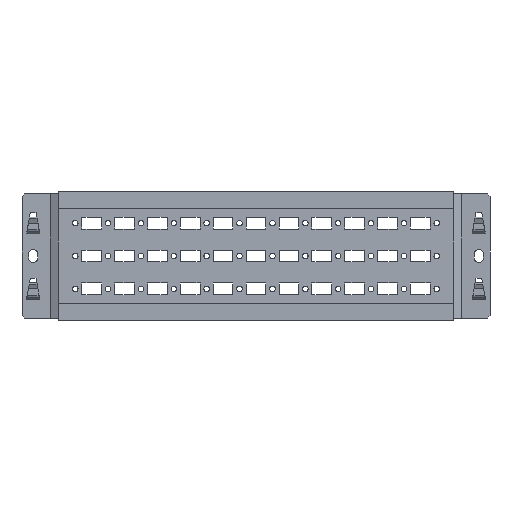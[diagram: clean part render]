
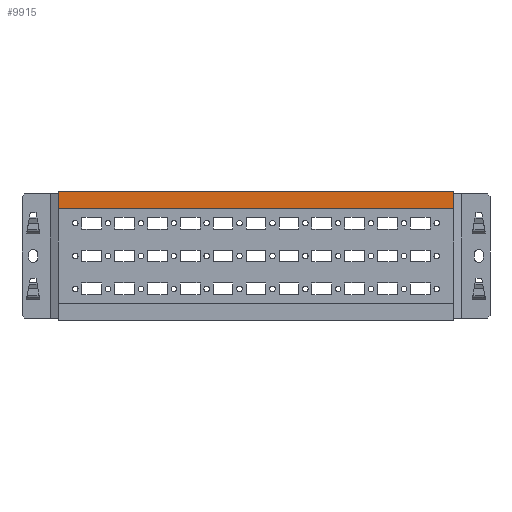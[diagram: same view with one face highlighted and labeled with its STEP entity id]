
A CAD part, top view. The second image highlights one B-rep face of the part: STEP entity #9915.
In plain terms, the highlighted planar face has unit normal (0, 0, 1).
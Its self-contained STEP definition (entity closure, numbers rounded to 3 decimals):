
#312 = PLANE ( 'NONE',  #12651 ) ;
#1785 = CARTESIAN_POINT ( 'NONE',  ( 150., 36.252, 28. ) ) ;
#2621 = CARTESIAN_POINT ( 'NONE',  ( 150., 49.252, 28. ) ) ;
#3274 = DIRECTION ( 'NONE',  ( 0., 0., 1. ) ) ;
#3393 = VECTOR ( 'NONE', #3975, 1000. ) ;
#3604 = VERTEX_POINT ( 'NONE', #11031 ) ;
#3898 = DIRECTION ( 'NONE',  ( 1., 0., 0. ) ) ;
#3900 = LINE ( 'NONE', #1785, #3393 ) ;
#3975 = DIRECTION ( 'NONE',  ( 0., 1., 0. ) ) ;
#4009 = CARTESIAN_POINT ( 'NONE',  ( 0., 49.252, 28. ) ) ;
#4087 = VERTEX_POINT ( 'NONE', #2621 ) ;
#5108 = VERTEX_POINT ( 'NONE', #13004 ) ;
#5154 = LINE ( 'NONE', #10659, #10187 ) ;
#5172 = ORIENTED_EDGE ( 'NONE', *, *, #8263, .T. ) ;
#7095 = VECTOR ( 'NONE', #7895, 1000. ) ;
#7556 = DIRECTION ( 'NONE',  ( 0., -1., 0. ) ) ;
#7895 = DIRECTION ( 'NONE',  ( 0., -1., 0. ) ) ;
#8263 = EDGE_CURVE ( 'NONE', #3604, #4087, #3900, .T. ) ;
#8606 = FACE_OUTER_BOUND ( 'NONE', #9241, .T. ) ;
#9241 = EDGE_LOOP ( 'NONE', ( #5172, #10609, #11865, #12469 ) ) ;
#9915 = ADVANCED_FACE ( 'NONE', ( #8606 ), #312, .T. ) ;
#10073 = EDGE_CURVE ( 'NONE', #11944, #3604, #5154, .T. ) ;
#10187 = VECTOR ( 'NONE', #3898, 1000. ) ;
#10364 = EDGE_CURVE ( 'NONE', #4087, #5108, #11333, .T. ) ;
#10609 = ORIENTED_EDGE ( 'NONE', *, *, #10364, .T. ) ;
#10659 = CARTESIAN_POINT ( 'NONE',  ( -150., 36.252, 28. ) ) ;
#11031 = CARTESIAN_POINT ( 'NONE',  ( 150., 36.252, 28. ) ) ;
#11086 = VECTOR ( 'NONE', #11471, 1000. ) ;
#11333 = LINE ( 'NONE', #4009, #11086 ) ;
#11471 = DIRECTION ( 'NONE',  ( -1., 0., 0. ) ) ;
#11833 = CARTESIAN_POINT ( 'NONE',  ( -150., 36.252, 28. ) ) ;
#11865 = ORIENTED_EDGE ( 'NONE', *, *, #12401, .T. ) ;
#11944 = VERTEX_POINT ( 'NONE', #11833 ) ;
#12401 = EDGE_CURVE ( 'NONE', #5108, #11944, #12977, .T. ) ;
#12469 = ORIENTED_EDGE ( 'NONE', *, *, #10073, .T. ) ;
#12651 = AXIS2_PLACEMENT_3D ( 'NONE', #12911, #3274, #7556 ) ;
#12911 = CARTESIAN_POINT ( 'NONE',  ( 0., 0., 28. ) ) ;
#12977 = LINE ( 'NONE', #13250, #7095 ) ;
#13004 = CARTESIAN_POINT ( 'NONE',  ( -150., 49.252, 28. ) ) ;
#13250 = CARTESIAN_POINT ( 'NONE',  ( -150., 47.252, 28. ) ) ;
